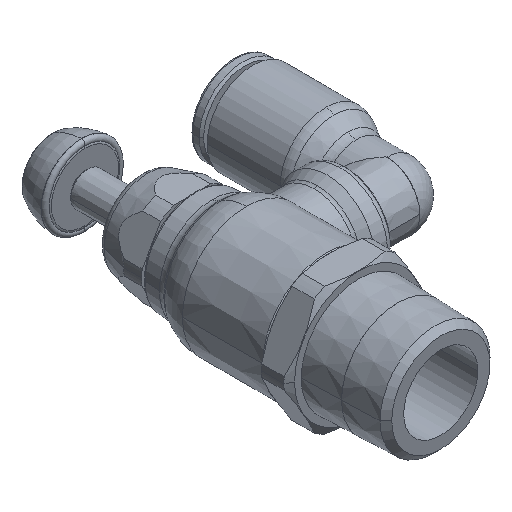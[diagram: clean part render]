
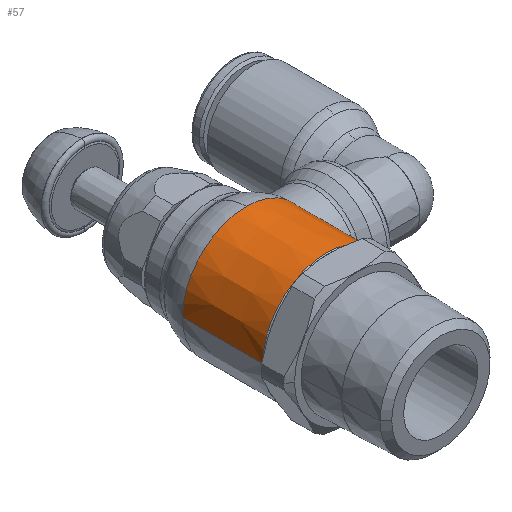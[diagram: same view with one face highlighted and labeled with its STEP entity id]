
A CAD part, isometric view. The second image highlights one B-rep face of the part: STEP entity #57.
In plain terms, the highlighted conical face has half-angle 0.066 degrees and reference radius 9.493 mm.
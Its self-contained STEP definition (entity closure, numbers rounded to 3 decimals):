
#57=ADVANCED_FACE('',(#217),#218,.T.);
#217=FACE_OUTER_BOUND('',#537,.T.);
#218=CONICAL_SURFACE('',#538,9.493,0.001);
#537=EDGE_LOOP('',(#924,#925,#926,#927,#928,#929));
#538=AXIS2_PLACEMENT_3D('',#930,#931,#932);
#924=ORIENTED_EDGE('',*,*,#2110,.F.);
#925=ORIENTED_EDGE('',*,*,#2111,.T.);
#926=ORIENTED_EDGE('',*,*,#2112,.F.);
#927=ORIENTED_EDGE('',*,*,#2113,.T.);
#928=ORIENTED_EDGE('',*,*,#2108,.F.);
#929=ORIENTED_EDGE('',*,*,#2114,.F.);
#930=CARTESIAN_POINT('',(0.0,10.694,0.0));
#931=DIRECTION('',(-0.0,-1.0,-0.0));
#932=DIRECTION('',(-1.0,0.0,0.0));
#2108=EDGE_CURVE('',#2594,#2596,#2597,.T.);
#2110=EDGE_CURVE('',#2599,#2600,#2601,.T.);
#2111=EDGE_CURVE('',#2599,#2602,#2603,.T.);
#2112=EDGE_CURVE('',#2604,#2602,#2605,.T.);
#2113=EDGE_CURVE('',#2604,#2596,#2606,.T.);
#2114=EDGE_CURVE('',#2600,#2594,#2607,.T.);
#2594=VERTEX_POINT('',#3323);
#2596=VERTEX_POINT('',#3325);
#2597=CIRCLE('',#3326,9.486);
#2599=VERTEX_POINT('',#3359);
#2600=VERTEX_POINT('',#3360);
#2601=LINE('',#3361,#3362);
#2602=VERTEX_POINT('',#3363);
#2603=CIRCLE('',#3364,9.5);
#2604=VERTEX_POINT('',#3365);
#2605=LINE('',#3366,#3367);
#2606=B_SPLINE_CURVE_WITH_KNOTS('',3,(#3368,#3369,#3370,#3371,#3372,#3373,#3374,#3375,#3376,#3377,#3378,#3379,#3380,#3381,#3382,#3383,#3384,#3385,#3386,#3387,#3388,#3389,#3390,#3391,#3392,#3393,#3394,#3395,#3396,#3397,#3398,#3399,#3400,#3401),.UNSPECIFIED.,.F.,.F.,(4,2,2,2,2,2,2,2,2,2,2,2,2,2,2,2,4),(0.0,1.232,2.464,3.696,4.928,6.147,7.366,8.585,9.804,11.024,12.243,13.462,14.681,15.914,17.146,18.378,19.61),.UNSPECIFIED.);
#2607=CIRCLE('',#3402,9.486);
#3323=CARTESIAN_POINT('',(0.,16.652,9.486));
#3325=CARTESIAN_POINT('',(7.151,16.652,6.233));
#3326=AXIS2_PLACEMENT_3D('',#4592,#4593,#4594);
#3359=CARTESIAN_POINT('',(-9.5,4.736,0.0));
#3360=CARTESIAN_POINT('',(-9.486,16.652,0.));
#3361=CARTESIAN_POINT('',(-9.493,10.694,0.));
#3362=VECTOR('',#4595,1.0);
#3363=CARTESIAN_POINT('',(9.5,4.736,0.));
#3364=AXIS2_PLACEMENT_3D('',#4596,#4597,#4598);
#3365=CARTESIAN_POINT('',(9.493,10.899,0.001));
#3366=CARTESIAN_POINT('',(9.493,10.694,0.));
#3367=VECTOR('',#4599,1.0);
#3368=CARTESIAN_POINT('',(7.137,17.155,-6.249));
#3369=CARTESIAN_POINT('',(7.137,16.744,-6.249));
#3370=CARTESIAN_POINT('',(7.174,16.327,-6.209));
#3371=CARTESIAN_POINT('',(7.314,15.508,-6.044));
#3372=CARTESIAN_POINT('',(7.417,15.106,-5.92));
#3373=CARTESIAN_POINT('',(7.664,14.343,-5.599));
#3374=CARTESIAN_POINT('',(7.807,13.98,-5.401));
#3375=CARTESIAN_POINT('',(8.103,13.311,-4.947));
#3376=CARTESIAN_POINT('',(8.255,13.004,-4.692));
#3377=CARTESIAN_POINT('',(8.541,12.462,-4.151));
#3378=CARTESIAN_POINT('',(8.685,12.207,-3.846));
#3379=CARTESIAN_POINT('',(8.952,11.752,-3.176));
#3380=CARTESIAN_POINT('',(9.075,11.553,-2.812));
#3381=CARTESIAN_POINT('',(9.278,11.229,-2.044));
#3382=CARTESIAN_POINT('',(9.359,11.104,-1.641));
#3383=CARTESIAN_POINT('',(9.466,10.939,-0.821));
#3384=CARTESIAN_POINT('',(9.493,10.899,-0.404));
#3385=CARTESIAN_POINT('',(9.493,10.899,0.408));
#3386=CARTESIAN_POINT('',(9.466,10.939,0.825));
#3387=CARTESIAN_POINT('',(9.358,11.104,1.645));
#3388=CARTESIAN_POINT('',(9.277,11.229,2.048));
#3389=CARTESIAN_POINT('',(9.074,11.553,2.816));
#3390=CARTESIAN_POINT('',(8.951,11.752,3.18));
#3391=CARTESIAN_POINT('',(8.683,12.207,3.85));
#3392=CARTESIAN_POINT('',(8.539,12.462,4.155));
#3393=CARTESIAN_POINT('',(8.253,13.004,4.696));
#3394=CARTESIAN_POINT('',(8.101,13.311,4.951));
#3395=CARTESIAN_POINT('',(7.805,13.98,5.405));
#3396=CARTESIAN_POINT('',(7.661,14.343,5.603));
#3397=CARTESIAN_POINT('',(7.414,15.106,5.924));
#3398=CARTESIAN_POINT('',(7.311,15.508,6.048));
#3399=CARTESIAN_POINT('',(7.17,16.327,6.213));
#3400=CARTESIAN_POINT('',(7.133,16.744,6.253));
#3401=CARTESIAN_POINT('',(7.133,17.155,6.253));
#3402=AXIS2_PLACEMENT_3D('',#4600,#4601,#4602);
#4592=CARTESIAN_POINT('',(0.0,16.652,0.0));
#4593=DIRECTION('',(0.0,1.0,0.0));
#4594=DIRECTION('',(-1.0,0.0,0.0));
#4595=DIRECTION('',(0.001,1.,0.));
#4596=CARTESIAN_POINT('',(0.0,4.736,0.0));
#4597=DIRECTION('',(0.0,1.0,0.0));
#4598=DIRECTION('',(-1.0,0.0,0.0));
#4599=DIRECTION('',(0.001,-1.,0.));
#4600=CARTESIAN_POINT('',(0.0,16.652,0.0));
#4601=DIRECTION('',(0.0,1.0,0.0));
#4602=DIRECTION('',(-1.0,0.0,0.0));
